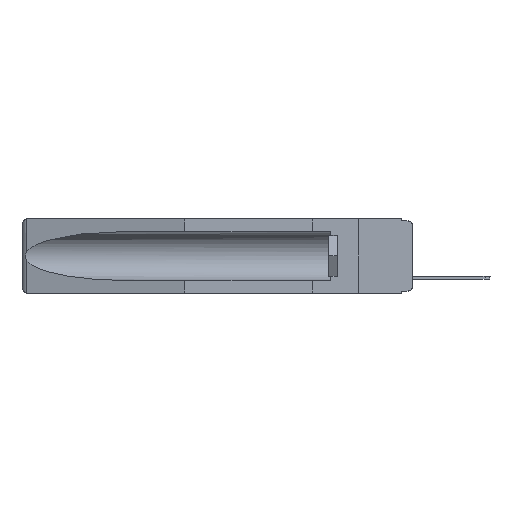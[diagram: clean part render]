
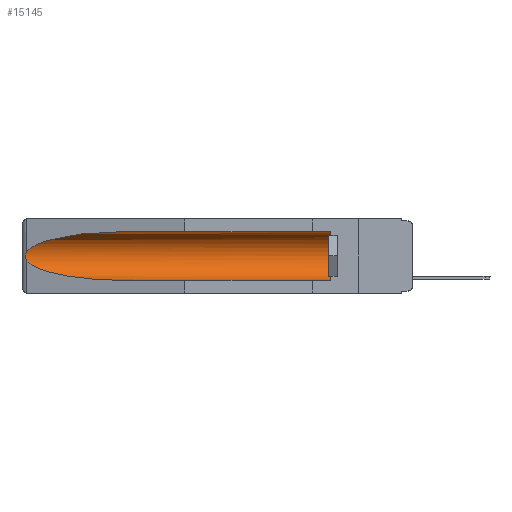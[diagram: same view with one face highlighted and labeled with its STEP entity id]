
A CAD part, left-side view. The second image highlights one B-rep face of the part: STEP entity #15145.
In plain terms, the highlighted cylindrical face has radius 2.857 mm (diameter 5.715 mm), a partial arc.
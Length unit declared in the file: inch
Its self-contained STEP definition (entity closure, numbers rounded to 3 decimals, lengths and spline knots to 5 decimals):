
#143 = AXIS2_PLACEMENT_3D ( 'NONE', #4636, #8439, #11812 ) ;
#195 = CARTESIAN_POINT ( 'NONE',  ( 0.26654, 1.53092, -0.15636 ) ) ;
#202 = EDGE_CURVE ( 'NONE', #16324, #14046, #426, .T. ) ;
#299 = EDGE_CURVE ( 'NONE', #15108, #21143, #14309, .T. ) ;
#327 = CARTESIAN_POINT ( 'NONE',  ( 0.26537, 1.52718, -0.19328 ) ) ;
#426 = B_SPLINE_CURVE_WITH_KNOTS ( 'NONE', 3,
 ( #14856, #3976, #195, #11136, #9459, #13003, #14775, #5876, #5557, #3742 ),
 .UNSPECIFIED., .F., .F.,
 ( 4, 2, 2, 2, 4 ),
 ( 0., 0.00029, 0.00058, 0.00087, 0.00117 ),
 .UNSPECIFIED. ) ;
#510 = CARTESIAN_POINT ( 'NONE',  ( 0.26537, 1.52718, -0.14972 ) ) ;
#607 = VECTOR ( 'NONE', #8434, 39.37008 ) ;
#643 = CARTESIAN_POINT ( 'NONE',  ( 0.155, 1.07973, -0.284 ) ) ;
#717 = DIRECTION ( 'NONE',  ( 0., -1., 0. ) ) ;
#920 = EDGE_CURVE ( 'NONE', #11423, #16324, #18966, .T. ) ;
#2575 = DIRECTION ( 'NONE',  ( 0., 0., 1. ) ) ;
#2861 = ORIENTED_EDGE ( 'NONE', *, *, #920, .T. ) ;
#3491 = VERTEX_POINT ( 'NONE', #4162 ) ;
#3742 = CARTESIAN_POINT ( 'NONE',  ( 0.26537, 1.52718, -0.19328 ) ) ;
#3976 = CARTESIAN_POINT ( 'NONE',  ( 0.26597, 1.52961, -0.15275 ) ) ;
#4162 = CARTESIAN_POINT ( 'NONE',  ( 0.155, 0.126, -0.059 ) ) ;
#4636 = CARTESIAN_POINT ( 'NONE',  ( 0.155, -0.30754, -0.1715 ) ) ;
#4792 = CARTESIAN_POINT ( 'NONE',  ( 0.155, 0.126, -0.284 ) ) ;
#5244 = CARTESIAN_POINT ( 'NONE',  ( 0.155, 1.07973, -0.059 ) ) ;
#5557 = CARTESIAN_POINT ( 'NONE',  ( 0.26597, 1.5296, -0.19026 ) ) ;
#5876 = CARTESIAN_POINT ( 'NONE',  ( 0.26655, 1.53094, -0.18657 ) ) ;
#6536 = AXIS2_PLACEMENT_3D ( 'NONE', #22681, #717, #2575 ) ;
#6829 = ORIENTED_EDGE ( 'NONE', *, *, #13248, .T. ) ;
#7688 = DIRECTION ( 'NONE',  ( 0., 1., 0. ) ) ;
#7782 = ORIENTED_EDGE ( 'NONE', *, *, #9296, .T. ) ;
#8434 = DIRECTION ( 'NONE',  ( 0., 1., 0. ) ) ;
#8439 = DIRECTION ( 'NONE',  ( 0., 1., 0. ) ) ;
#9296 = EDGE_CURVE ( 'NONE', #3491, #11423, #16409, .T. ) ;
#9459 = CARTESIAN_POINT ( 'NONE',  ( 0.2675, 1.53308, -0.16763 ) ) ;
#9711 = CARTESIAN_POINT ( 'NONE',  ( 0.25451, 1.48313, -0.09465 ) ) ;
#9786 = CARTESIAN_POINT ( 'NONE',  ( 0.21114, 1.30732, -0.059 ) ) ;
#9930 = CIRCLE ( 'NONE', #6536, 0.1125 ) ;
#11136 = CARTESIAN_POINT ( 'NONE',  ( 0.2673, 1.5327, -0.16383 ) ) ;
#11137 = ORIENTED_EDGE ( 'NONE', *, *, #13217, .T. ) ;
#11423 = VERTEX_POINT ( 'NONE', #5244 ) ;
#11606 = CARTESIAN_POINT ( 'NONE',  ( 0.25451, 1.48313, -0.24835 ) ) ;
#11616 = CARTESIAN_POINT ( 'NONE',  ( 0.155, 1.07973, -0.284 ) ) ;
#11812 = DIRECTION ( 'NONE',  ( 0., 0., 1. ) ) ;
#11969 = VECTOR ( 'NONE', #7688, 39.37008 ) ;
#12077 = ORIENTED_EDGE ( 'NONE', *, *, #299, .F. ) ;
#13003 = CARTESIAN_POINT ( 'NONE',  ( 0.2675, 1.53308, -0.17534 ) ) ;
#13217 = EDGE_CURVE ( 'NONE', #14046, #21143, #19438, .T. ) ;
#13248 = EDGE_CURVE ( 'NONE', #15108, #3491, #9930, .T. ) ;
#13881 = CYLINDRICAL_SURFACE ( 'NONE', #143, 0.1125 ) ;
#14046 = VERTEX_POINT ( 'NONE', #14324 ) ;
#14309 = LINE ( 'NONE', #20522, #11969 ) ;
#14324 = CARTESIAN_POINT ( 'NONE',  ( 0.26537, 1.52718, -0.19328 ) ) ;
#14775 = CARTESIAN_POINT ( 'NONE',  ( 0.2673, 1.53269, -0.17917 ) ) ;
#14856 = CARTESIAN_POINT ( 'NONE',  ( 0.26537, 1.52718, -0.14972 ) ) ;
#15108 = VERTEX_POINT ( 'NONE', #4792 ) ;
#15145 = ADVANCED_FACE ( 'NONE', ( #22179 ), #13881, .F. ) ;
#15932 = CARTESIAN_POINT ( 'NONE',  ( 0.155, -0.30754, -0.059 ) ) ;
#16324 = VERTEX_POINT ( 'NONE', #18858 ) ;
#16409 = LINE ( 'NONE', #15932, #607 ) ;
#18421 = EDGE_LOOP ( 'NONE', ( #2861, #20028, #11137, #12077, #6829, #7782 ) ) ;
#18617 = CARTESIAN_POINT ( 'NONE',  ( 0.21114, 1.30732, -0.284 ) ) ;
#18858 = CARTESIAN_POINT ( 'NONE',  ( 0.26537, 1.52718, -0.14972 ) ) ;
#18966 =( BOUNDED_CURVE ( )  B_SPLINE_CURVE ( 3, ( #20490, #9786, #9711, #510 ),
 .UNSPECIFIED., .F., .F. ) 
 B_SPLINE_CURVE_WITH_KNOTS ( ( 4, 4 ),
 ( 4.71239, 6.08839 ),
 .UNSPECIFIED. ) 
 CURVE ( )  GEOMETRIC_REPRESENTATION_ITEM ( )  RATIONAL_B_SPLINE_CURVE ( ( 1., 0.848, 0.848, 1. ) ) 
 REPRESENTATION_ITEM ( '' )  );
#19438 =( BOUNDED_CURVE ( )  B_SPLINE_CURVE ( 3, ( #327, #11606, #18617, #643 ),
 .UNSPECIFIED., .F., .F. ) 
 B_SPLINE_CURVE_WITH_KNOTS ( ( 4, 4 ),
 ( 0.1948, 1.5708 ),
 .UNSPECIFIED. ) 
 CURVE ( )  GEOMETRIC_REPRESENTATION_ITEM ( )  RATIONAL_B_SPLINE_CURVE ( ( 1., 0.848, 0.848, 1. ) ) 
 REPRESENTATION_ITEM ( '' )  );
#20028 = ORIENTED_EDGE ( 'NONE', *, *, #202, .T. ) ;
#20490 = CARTESIAN_POINT ( 'NONE',  ( 0.155, 1.07973, -0.059 ) ) ;
#20522 = CARTESIAN_POINT ( 'NONE',  ( 0.155, -0.30754, -0.284 ) ) ;
#21143 = VERTEX_POINT ( 'NONE', #11616 ) ;
#22179 = FACE_OUTER_BOUND ( 'NONE', #18421, .T. ) ;
#22681 = CARTESIAN_POINT ( 'NONE',  ( 0.155, 0.126, -0.1715 ) ) ;
